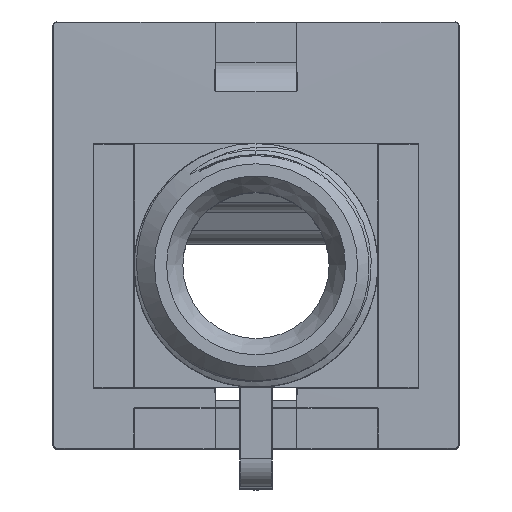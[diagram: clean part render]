
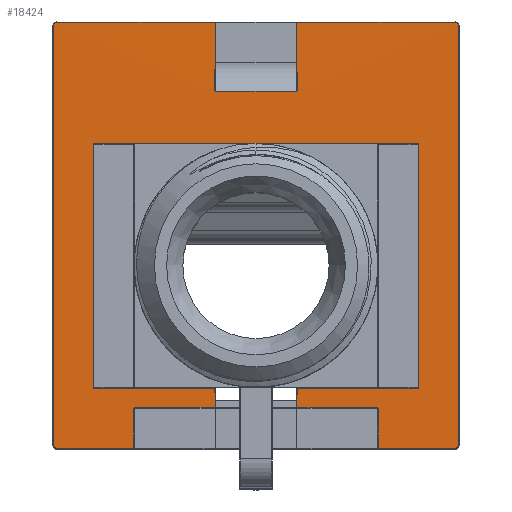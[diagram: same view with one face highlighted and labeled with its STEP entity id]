
A CAD part, top view. The second image highlights one B-rep face of the part: STEP entity #18424.
In plain terms, the highlighted planar face has unit normal (0, 0, 1).
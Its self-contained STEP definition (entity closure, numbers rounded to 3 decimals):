
#16631=CARTESIAN_POINT('',(-3.006,-4.494,8.993));
#16632=VERTEX_POINT('',#16631);
#16710=CARTESIAN_POINT('',(-1.006,-3.493,8.994));
#16711=VERTEX_POINT('',#16710);
#16910=CARTESIAN_POINT('',(-3.01,-3.51,9.0));
#16911=VERTEX_POINT('',#16910);
#16919=CARTESIAN_POINT('',(-2.99,-3.49,9.0));
#16920=VERTEX_POINT('',#16919);
#16927=CARTESIAN_POINT('',(-2.99,-3.49,9.0));
#16928=DIRECTION('',(-0.707,-0.707,0.0));
#16929=VECTOR('',#16928,1.0);
#16930=LINE('',#16927,#16929);
#16931=EDGE_CURVE('n� 1924',#16920,#16911,#16930,.T.);
#16942=CARTESIAN_POINT('',(-3.01,0.75,9.0));
#16943=DIRECTION('',(0.004,-1.,-0.007));
#16944=VECTOR('',#16943,1.0);
#16945=LINE('',#16942,#16944);
#16946=EDGE_CURVE('n� 1929',#16911,#16632,#16945,.T.);
#17729=CARTESIAN_POINT('',(0.0,-3.49,9.0));
#17730=DIRECTION('',(-1.,0.001,0.003));
#17731=VECTOR('',#17730,1.0);
#17732=LINE('',#17729,#17731);
#17733=EDGE_CURVE('n� 2117',#16711,#16920,#17732,.T.);
#17849=CARTESIAN_POINT('',(-4.99,5.9,9.0));
#17850=VERTEX_POINT('',#17849);
#17851=CARTESIAN_POINT('',(-4.99,-4.4,9.0));
#17852=VERTEX_POINT('',#17851);
#17853=CARTESIAN_POINT('',(-4.99,-4.4,9.0));
#17854=DIRECTION('',(-0.0,-1.0,-0.0));
#17855=VECTOR('',#17854,1.0);
#17856=LINE('',#17853,#17855);
#17857=EDGE_CURVE('n� 2166',#17850,#17852,#17856,.T.);
#18080=CARTESIAN_POINT('',(-4.9,5.99,9.0));
#18081=VERTEX_POINT('',#18080);
#18090=CARTESIAN_POINT('',(-4.9,5.9,9.0));
#18091=DIRECTION('',(0.0,0.0,-1.0));
#18092=DIRECTION('',(-1.0,0.0,0.0));
#18093=AXIS2_PLACEMENT_3D('',#18090,#18091,#18092);
#18094=CIRCLE('',#18093,0.09);
#18095=EDGE_CURVE('n� 2252',#17850,#18081,#18094,.T.);
#18122=CARTESIAN_POINT('',(-1.007,5.994,8.994));
#18123=VERTEX_POINT('',#18122);
#18162=CARTESIAN_POINT('',(1.007,5.993,8.993));
#18163=VERTEX_POINT('',#18162);
#18186=CARTESIAN_POINT('',(-4.9,-4.49,9.0));
#18187=VERTEX_POINT('',#18186);
#18194=CARTESIAN_POINT('',(-4.9,-4.4,9.));
#18195=DIRECTION('',(0.0,0.0,-1.0));
#18196=DIRECTION('',(-1.0,0.0,0.0));
#18197=AXIS2_PLACEMENT_3D('',#18194,#18195,#18196);
#18198=CIRCLE('',#18197,0.09);
#18199=EDGE_CURVE('n� 2305',#18187,#17852,#18198,.T.);
#18209=CARTESIAN_POINT('',(0.99,4.29,9.0));
#18210=VERTEX_POINT('',#18209);
#18211=CARTESIAN_POINT('',(1.01,4.31,9.0));
#18212=VERTEX_POINT('',#18211);
#18213=CARTESIAN_POINT('',(0.99,4.29,9.0));
#18214=DIRECTION('',(0.707,0.707,0.0));
#18215=VECTOR('',#18214,1.0);
#18216=LINE('',#18213,#18215);
#18217=EDGE_CURVE('n� 2308',#18210,#18212,#18216,.T.);
#18218=ORIENTED_EDGE('',*,*,#18217,.F.);
#18219=CARTESIAN_POINT('',(-0.99,4.29,9.0));
#18220=VERTEX_POINT('',#18219);
#18221=CARTESIAN_POINT('',(0.0,4.29,9.0));
#18222=DIRECTION('',(1.0,0.0,0.0));
#18223=VECTOR('',#18222,1.0);
#18224=LINE('',#18221,#18223);
#18225=EDGE_CURVE('n� 2313',#18220,#18210,#18224,.T.);
#18226=ORIENTED_EDGE('',*,*,#18225,.F.);
#18227=CARTESIAN_POINT('',(-1.01,4.31,9.0));
#18228=VERTEX_POINT('',#18227);
#18229=CARTESIAN_POINT('',(-1.01,4.31,9.0));
#18230=DIRECTION('',(0.707,-0.707,0.0));
#18231=VECTOR('',#18230,1.0);
#18232=LINE('',#18229,#18231);
#18233=EDGE_CURVE('n� 2318',#18228,#18220,#18232,.T.);
#18234=ORIENTED_EDGE('',*,*,#18233,.F.);
#18235=CARTESIAN_POINT('',(-1.01,0.75,9.0));
#18236=DIRECTION('',(-0.002,-1.,0.004));
#18237=VECTOR('',#18236,1.0);
#18238=LINE('',#18235,#18237);
#18239=EDGE_CURVE('n� 2323',#18123,#18228,#18238,.T.);
#18240=ORIENTED_EDGE('',*,*,#18239,.F.);
#18241=CARTESIAN_POINT('',(0.0,5.99,9.0));
#18242=DIRECTION('',(1.,0.001,-0.002));
#18243=VECTOR('',#18242,1.0);
#18244=LINE('',#18241,#18243);
#18245=EDGE_CURVE('n� 2328',#18081,#18123,#18244,.T.);
#18246=ORIENTED_EDGE('',*,*,#18245,.F.);
#18247=ORIENTED_EDGE('',*,*,#18095,.F.);
#18248=ORIENTED_EDGE('',*,*,#17857,.T.);
#18249=ORIENTED_EDGE('',*,*,#18199,.F.);
#18250=CARTESIAN_POINT('',(0.0,-4.49,9.0));
#18251=DIRECTION('',(-1.,0.002,0.004));
#18252=VECTOR('',#18251,1.0);
#18253=LINE('',#18250,#18252);
#18254=EDGE_CURVE('n� 2333',#16632,#18187,#18253,.T.);
#18255=ORIENTED_EDGE('',*,*,#18254,.F.);
#18256=ORIENTED_EDGE('',*,*,#16946,.F.);
#18257=ORIENTED_EDGE('',*,*,#16931,.F.);
#18258=ORIENTED_EDGE('',*,*,#17733,.F.);
#18259=CARTESIAN_POINT('',(-1.01,-3.01,9.0));
#18260=VERTEX_POINT('',#18259);
#18261=CARTESIAN_POINT('',(-1.01,0.75,9.0));
#18262=DIRECTION('',(0.007,-1.,-0.013));
#18263=VECTOR('',#18262,1.0);
#18264=LINE('',#18261,#18263);
#18265=EDGE_CURVE('n� 2338',#18260,#16711,#18264,.T.);
#18266=ORIENTED_EDGE('',*,*,#18265,.F.);
#18267=CARTESIAN_POINT('',(-3.99,-3.01,9.0));
#18268=VERTEX_POINT('',#18267);
#18269=CARTESIAN_POINT('',(0.0,-3.01,9.0));
#18270=DIRECTION('',(1.0,0.0,0.0));
#18271=VECTOR('',#18270,1.0);
#18272=LINE('',#18269,#18271);
#18273=EDGE_CURVE('n� 2343',#18268,#18260,#18272,.T.);
#18274=ORIENTED_EDGE('',*,*,#18273,.F.);
#18275=CARTESIAN_POINT('',(-4.01,-2.99,9.0));
#18276=VERTEX_POINT('',#18275);
#18277=CARTESIAN_POINT('',(-4.01,-2.99,9.0));
#18278=DIRECTION('',(0.707,-0.707,0.0));
#18279=VECTOR('',#18278,1.0);
#18280=LINE('',#18277,#18279);
#18281=EDGE_CURVE('n� 2348',#18276,#18268,#18280,.T.);
#18282=ORIENTED_EDGE('',*,*,#18281,.F.);
#18283=CARTESIAN_POINT('',(-4.01,2.99,9.0));
#18284=VERTEX_POINT('',#18283);
#18285=CARTESIAN_POINT('',(-4.01,0.75,9.0));
#18286=DIRECTION('',(0.0,-1.0,0.0));
#18287=VECTOR('',#18286,1.0);
#18288=LINE('',#18285,#18287);
#18289=EDGE_CURVE('n� 2353',#18284,#18276,#18288,.T.);
#18290=ORIENTED_EDGE('',*,*,#18289,.F.);
#18291=CARTESIAN_POINT('',(-3.99,3.01,9.0));
#18292=VERTEX_POINT('',#18291);
#18293=CARTESIAN_POINT('',(-3.99,3.01,9.0));
#18294=DIRECTION('',(-0.707,-0.707,0.0));
#18295=VECTOR('',#18294,1.0);
#18296=LINE('',#18293,#18295);
#18297=EDGE_CURVE('n� 2358',#18292,#18284,#18296,.T.);
#18298=ORIENTED_EDGE('',*,*,#18297,.F.);
#18299=CARTESIAN_POINT('',(3.99,3.01,9.0));
#18300=VERTEX_POINT('',#18299);
#18301=CARTESIAN_POINT('',(0.0,3.01,9.0));
#18302=DIRECTION('',(-1.0,0.0,0.0));
#18303=VECTOR('',#18302,1.0);
#18304=LINE('',#18301,#18303);
#18305=EDGE_CURVE('n� 2363',#18300,#18292,#18304,.T.);
#18306=ORIENTED_EDGE('',*,*,#18305,.F.);
#18307=CARTESIAN_POINT('',(4.01,2.99,9.0));
#18308=VERTEX_POINT('',#18307);
#18309=CARTESIAN_POINT('',(4.01,2.99,9.0));
#18310=DIRECTION('',(-0.707,0.707,0.0));
#18311=VECTOR('',#18310,1.0);
#18312=LINE('',#18309,#18311);
#18313=EDGE_CURVE('n� 2368',#18308,#18300,#18312,.T.);
#18314=ORIENTED_EDGE('',*,*,#18313,.F.);
#18315=CARTESIAN_POINT('',(4.01,-2.99,9.0));
#18316=VERTEX_POINT('',#18315);
#18317=CARTESIAN_POINT('',(4.01,0.75,9.0));
#18318=DIRECTION('',(0.0,1.0,0.0));
#18319=VECTOR('',#18318,1.0);
#18320=LINE('',#18317,#18319);
#18321=EDGE_CURVE('n� 2373',#18316,#18308,#18320,.T.);
#18322=ORIENTED_EDGE('',*,*,#18321,.F.);
#18323=CARTESIAN_POINT('',(3.99,-3.01,9.0));
#18324=VERTEX_POINT('',#18323);
#18325=CARTESIAN_POINT('',(3.99,-3.01,9.0));
#18326=DIRECTION('',(0.707,0.707,0.0));
#18327=VECTOR('',#18326,1.0);
#18328=LINE('',#18325,#18327);
#18329=EDGE_CURVE('n� 2378',#18324,#18316,#18328,.T.);
#18330=ORIENTED_EDGE('',*,*,#18329,.F.);
#18331=CARTESIAN_POINT('',(1.01,-3.01,9.0));
#18332=VERTEX_POINT('',#18331);
#18333=CARTESIAN_POINT('',(0.0,-3.01,9.0));
#18334=DIRECTION('',(1.0,0.0,0.0));
#18335=VECTOR('',#18334,1.0);
#18336=LINE('',#18333,#18335);
#18337=EDGE_CURVE('n� 2383',#18332,#18324,#18336,.T.);
#18338=ORIENTED_EDGE('',*,*,#18337,.F.);
#18339=CARTESIAN_POINT('',(1.007,-3.494,8.994));
#18340=VERTEX_POINT('',#18339);
#18341=CARTESIAN_POINT('',(1.01,0.75,9.0));
#18342=DIRECTION('',(0.006,1.,0.013));
#18343=VECTOR('',#18342,1.0);
#18344=LINE('',#18341,#18343);
#18345=EDGE_CURVE('n� 2388',#18340,#18332,#18344,.T.);
#18346=ORIENTED_EDGE('',*,*,#18345,.F.);
#18347=CARTESIAN_POINT('',(2.99,-3.49,9.0));
#18348=VERTEX_POINT('',#18347);
#18349=CARTESIAN_POINT('',(0.0,-3.49,9.0));
#18350=DIRECTION('',(-1.,-0.002,-0.003));
#18351=VECTOR('',#18350,1.0);
#18352=LINE('',#18349,#18351);
#18353=EDGE_CURVE('n� 2393',#18348,#18340,#18352,.T.);
#18354=ORIENTED_EDGE('',*,*,#18353,.F.);
#18355=CARTESIAN_POINT('',(3.01,-3.51,9.0));
#18356=VERTEX_POINT('',#18355);
#18357=CARTESIAN_POINT('',(3.01,-3.51,9.0));
#18358=DIRECTION('',(-0.707,0.707,0.0));
#18359=VECTOR('',#18358,1.0);
#18360=LINE('',#18357,#18359);
#18361=EDGE_CURVE('n� 2398',#18356,#18348,#18360,.T.);
#18362=ORIENTED_EDGE('',*,*,#18361,.F.);
#18363=CARTESIAN_POINT('',(3.007,-4.493,8.993));
#18364=VERTEX_POINT('',#18363);
#18365=CARTESIAN_POINT('',(3.01,0.75,9.0));
#18366=DIRECTION('',(0.003,1.,0.007));
#18367=VECTOR('',#18366,1.0);
#18368=LINE('',#18365,#18367);
#18369=EDGE_CURVE('n� 2403',#18364,#18356,#18368,.T.);
#18370=ORIENTED_EDGE('',*,*,#18369,.F.);
#18371=CARTESIAN_POINT('',(4.9,-4.49,9.0));
#18372=VERTEX_POINT('',#18371);
#18373=CARTESIAN_POINT('',(0.0,-4.49,9.0));
#18374=DIRECTION('',(-1.,-0.002,-0.004));
#18375=VECTOR('',#18374,1.0);
#18376=LINE('',#18373,#18375);
#18377=EDGE_CURVE('n� 2408',#18372,#18364,#18376,.T.);
#18378=ORIENTED_EDGE('',*,*,#18377,.F.);
#18379=CARTESIAN_POINT('',(4.99,-4.4,9.0));
#18380=VERTEX_POINT('',#18379);
#18381=CARTESIAN_POINT('',(4.9,-4.4,9.0));
#18382=DIRECTION('',(0.0,0.0,-1.0));
#18383=DIRECTION('',(-1.0,0.0,0.0));
#18384=AXIS2_PLACEMENT_3D('',#18381,#18382,#18383);
#18385=CIRCLE('',#18384,0.09);
#18386=EDGE_CURVE('n� 2413',#18380,#18372,#18385,.T.);
#18387=ORIENTED_EDGE('',*,*,#18386,.F.);
#18388=CARTESIAN_POINT('',(4.99,5.9,9.0));
#18389=VERTEX_POINT('',#18388);
#18390=CARTESIAN_POINT('',(4.99,0.75,9.0));
#18391=DIRECTION('',(-0.0,-1.0,0.0));
#18392=VECTOR('',#18391,1.0);
#18393=LINE('',#18390,#18392);
#18394=EDGE_CURVE('n� 2416',#18389,#18380,#18393,.T.);
#18395=ORIENTED_EDGE('',*,*,#18394,.F.);
#18396=CARTESIAN_POINT('',(4.9,5.99,9.0));
#18397=VERTEX_POINT('',#18396);
#18398=CARTESIAN_POINT('',(4.9,5.9,9.0));
#18399=DIRECTION('',(0.0,0.0,-1.0));
#18400=DIRECTION('',(-1.0,0.0,0.0));
#18401=AXIS2_PLACEMENT_3D('',#18398,#18399,#18400);
#18402=CIRCLE('',#18401,0.09);
#18403=EDGE_CURVE('n� 2419',#18397,#18389,#18402,.T.);
#18404=ORIENTED_EDGE('',*,*,#18403,.F.);
#18405=CARTESIAN_POINT('',(0.0,5.99,9.0));
#18406=DIRECTION('',(1.,-0.001,0.002));
#18407=VECTOR('',#18406,1.0);
#18408=LINE('',#18405,#18407);
#18409=EDGE_CURVE('n� 2422',#18163,#18397,#18408,.T.);
#18410=ORIENTED_EDGE('',*,*,#18409,.F.);
#18411=CARTESIAN_POINT('',(1.01,0.75,9.0));
#18412=DIRECTION('',(-0.002,1.,-0.004));
#18413=VECTOR('',#18412,1.0);
#18414=LINE('',#18411,#18413);
#18415=EDGE_CURVE('n� 2427',#18212,#18163,#18414,.T.);
#18416=ORIENTED_EDGE('',*,*,#18415,.F.);
#18417=EDGE_LOOP('',(
    #18218,#18226,#18234,#18240,#18246,#18247,#18248,#18249,#18255,#18256,
    #18257,#18258,#18266,#18274,#18282,#18290,#18298,#18306,#18314,#18322,
    #18330,#18338,#18346,#18354,#18362,#18370,#18378,#18387,#18395,#18404,
    #18410,#18416));
#18418=FACE_OUTER_BOUND('',#18417,.T.);
#18419=CARTESIAN_POINT('',(0.0,0.75,9.0));
#18420=DIRECTION('',(0.0,0.0,-1.0));
#18421=DIRECTION('',(-1.0,0.0,0.0));
#18422=AXIS2_PLACEMENT_3D('',#18419,#18420,#18421);
#18423=PLANE('',#18422);
#18424=ADVANCED_FACE('n� 427',(#18418),#18423,.F.);
